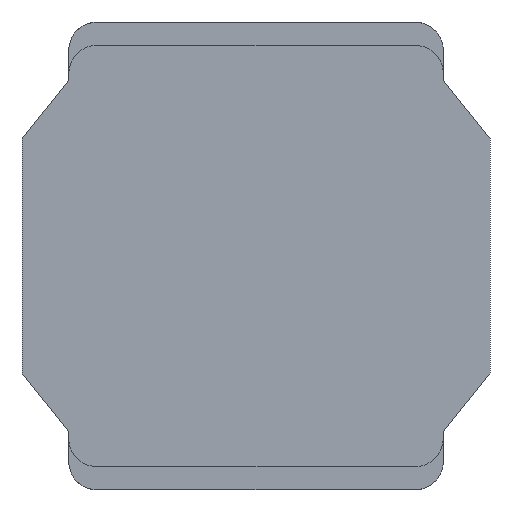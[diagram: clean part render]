
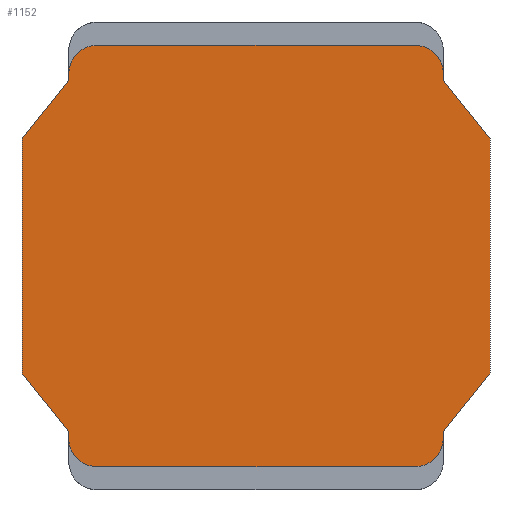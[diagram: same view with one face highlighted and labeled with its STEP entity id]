
A CAD part, front view. The second image highlights one B-rep face of the part: STEP entity #1152.
In plain terms, the highlighted free-form (B-spline) face has degree [1, 1] with [2, 2] control points.
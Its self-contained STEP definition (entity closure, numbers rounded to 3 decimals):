
#657 = EDGE_CURVE('',#658,#660,#662,.T.);
#658 = VERTEX_POINT('',#659);
#659 = CARTESIAN_POINT('',(2.364,0.,-2.305));
#660 = VERTEX_POINT('',#661);
#661 = CARTESIAN_POINT('',(2.01,0.,-2.66));
#662 = ( BOUNDED_CURVE() B_SPLINE_CURVE(2,(#663,#664,#665),
.UNSPECIFIED.,.F.,.F.) B_SPLINE_CURVE_WITH_KNOTS((3,3),(4.712,
6.283),.PIECEWISE_BEZIER_KNOTS.) CURVE() 
GEOMETRIC_REPRESENTATION_ITEM() RATIONAL_B_SPLINE_CURVE((1.,
0.707,1.)) REPRESENTATION_ITEM('') );
#663 = CARTESIAN_POINT('',(2.364,0.,-2.305));
#664 = CARTESIAN_POINT('',(2.364,0.,-2.66));
#665 = CARTESIAN_POINT('',(2.01,0.,-2.66));
#697 = EDGE_CURVE('',#660,#698,#700,.T.);
#698 = VERTEX_POINT('',#699);
#699 = CARTESIAN_POINT('',(-2.01,0.,-2.66));
#700 = B_SPLINE_CURVE_WITH_KNOTS('',1,(#701,#702),.UNSPECIFIED.,.F.,.F.,
  (2,2),(-3.4,-0.),.PIECEWISE_BEZIER_KNOTS.);
#701 = CARTESIAN_POINT('',(2.01,0.,-2.66));
#702 = CARTESIAN_POINT('',(-2.01,0.,-2.66));
#725 = EDGE_CURVE('',#698,#726,#728,.T.);
#726 = VERTEX_POINT('',#727);
#727 = CARTESIAN_POINT('',(-2.364,0.,-2.305));
#728 = ( BOUNDED_CURVE() B_SPLINE_CURVE(2,(#729,#730,#731),
.UNSPECIFIED.,.F.,.F.) B_SPLINE_CURVE_WITH_KNOTS((3,3),(3.142,
4.712),.PIECEWISE_BEZIER_KNOTS.) CURVE() 
GEOMETRIC_REPRESENTATION_ITEM() RATIONAL_B_SPLINE_CURVE((1.,
0.707,1.)) REPRESENTATION_ITEM('') );
#729 = CARTESIAN_POINT('',(-2.01,0.,-2.66));
#730 = CARTESIAN_POINT('',(-2.364,0.,-2.66));
#731 = CARTESIAN_POINT('',(-2.364,0.,-2.305));
#757 = EDGE_CURVE('',#726,#758,#760,.T.);
#758 = VERTEX_POINT('',#759);
#759 = CARTESIAN_POINT('',(-2.364,0.,-2.216));
#760 = B_SPLINE_CURVE_WITH_KNOTS('',1,(#761,#762),.UNSPECIFIED.,.F.,.F.,
  (2,2),(0.,0.075),.PIECEWISE_BEZIER_KNOTS.);
#761 = CARTESIAN_POINT('',(-2.364,0.,-2.305));
#762 = CARTESIAN_POINT('',(-2.364,0.,-2.216));
#785 = EDGE_CURVE('',#758,#786,#788,.T.);
#786 = VERTEX_POINT('',#787);
#787 = CARTESIAN_POINT('',(-2.955,0.,-1.478));
#788 = B_SPLINE_CURVE_WITH_KNOTS('',1,(#789,#790),.UNSPECIFIED.,.F.,.F.,
  (2,2),(-0.8,0.),.PIECEWISE_BEZIER_KNOTS.);
#789 = CARTESIAN_POINT('',(-2.364,0.,-2.216));
#790 = CARTESIAN_POINT('',(-2.955,0.,-1.478));
#813 = EDGE_CURVE('',#786,#814,#816,.T.);
#814 = VERTEX_POINT('',#815);
#815 = CARTESIAN_POINT('',(-2.955,0.,1.478));
#816 = B_SPLINE_CURVE_WITH_KNOTS('',1,(#817,#818),.UNSPECIFIED.,.F.,.F.,
  (2,2),(0.,2.5),.PIECEWISE_BEZIER_KNOTS.);
#817 = CARTESIAN_POINT('',(-2.955,0.,-1.478));
#818 = CARTESIAN_POINT('',(-2.955,0.,1.478));
#841 = EDGE_CURVE('',#814,#842,#844,.T.);
#842 = VERTEX_POINT('',#843);
#843 = CARTESIAN_POINT('',(-2.364,0.,2.216));
#844 = B_SPLINE_CURVE_WITH_KNOTS('',1,(#845,#846),.UNSPECIFIED.,.F.,.F.,
  (2,2),(0.,0.8),.PIECEWISE_BEZIER_KNOTS.);
#845 = CARTESIAN_POINT('',(-2.955,0.,1.478));
#846 = CARTESIAN_POINT('',(-2.364,0.,2.216));
#869 = EDGE_CURVE('',#842,#870,#872,.T.);
#870 = VERTEX_POINT('',#871);
#871 = CARTESIAN_POINT('',(-2.364,0.,2.305));
#872 = B_SPLINE_CURVE_WITH_KNOTS('',1,(#873,#874),.UNSPECIFIED.,.F.,.F.,
  (2,2),(-0.075,0.),.PIECEWISE_BEZIER_KNOTS.);
#873 = CARTESIAN_POINT('',(-2.364,0.,2.216));
#874 = CARTESIAN_POINT('',(-2.364,0.,2.305));
#897 = EDGE_CURVE('',#870,#898,#900,.T.);
#898 = VERTEX_POINT('',#899);
#899 = CARTESIAN_POINT('',(-2.01,0.,2.66));
#900 = ( BOUNDED_CURVE() B_SPLINE_CURVE(2,(#901,#902,#903),
.UNSPECIFIED.,.F.,.F.) B_SPLINE_CURVE_WITH_KNOTS((3,3),(4.712,
6.283),.PIECEWISE_BEZIER_KNOTS.) CURVE() 
GEOMETRIC_REPRESENTATION_ITEM() RATIONAL_B_SPLINE_CURVE((1.,
0.707,1.)) REPRESENTATION_ITEM('') );
#901 = CARTESIAN_POINT('',(-2.364,0.,2.305));
#902 = CARTESIAN_POINT('',(-2.364,0.,2.66));
#903 = CARTESIAN_POINT('',(-2.01,0.,2.66));
#929 = EDGE_CURVE('',#898,#930,#932,.T.);
#930 = VERTEX_POINT('',#931);
#931 = CARTESIAN_POINT('',(2.01,0.,2.66));
#932 = B_SPLINE_CURVE_WITH_KNOTS('',1,(#933,#934),.UNSPECIFIED.,.F.,.F.,
  (2,2),(0.,3.4),.PIECEWISE_BEZIER_KNOTS.);
#933 = CARTESIAN_POINT('',(-2.01,0.,2.66));
#934 = CARTESIAN_POINT('',(2.01,0.,2.66));
#957 = EDGE_CURVE('',#930,#958,#960,.T.);
#958 = VERTEX_POINT('',#959);
#959 = CARTESIAN_POINT('',(2.364,0.,2.305));
#960 = ( BOUNDED_CURVE() B_SPLINE_CURVE(2,(#961,#962,#963),
.UNSPECIFIED.,.F.,.F.) B_SPLINE_CURVE_WITH_KNOTS((3,3),(3.142,
4.712),.PIECEWISE_BEZIER_KNOTS.) CURVE() 
GEOMETRIC_REPRESENTATION_ITEM() RATIONAL_B_SPLINE_CURVE((1.,
0.707,1.)) REPRESENTATION_ITEM('') );
#961 = CARTESIAN_POINT('',(2.01,0.,2.66));
#962 = CARTESIAN_POINT('',(2.364,0.,2.66));
#963 = CARTESIAN_POINT('',(2.364,0.,2.305));
#989 = EDGE_CURVE('',#958,#990,#992,.T.);
#990 = VERTEX_POINT('',#991);
#991 = CARTESIAN_POINT('',(2.364,0.,2.216));
#992 = B_SPLINE_CURVE_WITH_KNOTS('',1,(#993,#994),.UNSPECIFIED.,.F.,.F.,
  (2,2),(0.,0.075),.PIECEWISE_BEZIER_KNOTS.);
#993 = CARTESIAN_POINT('',(2.364,0.,2.305));
#994 = CARTESIAN_POINT('',(2.364,0.,2.216));
#1017 = EDGE_CURVE('',#990,#1018,#1020,.T.);
#1018 = VERTEX_POINT('',#1019);
#1019 = CARTESIAN_POINT('',(2.955,0.,1.478));
#1020 = B_SPLINE_CURVE_WITH_KNOTS('',1,(#1021,#1022),.UNSPECIFIED.,.F.,
  .F.,(2,2),(-0.8,0.),.PIECEWISE_BEZIER_KNOTS.);
#1021 = CARTESIAN_POINT('',(2.364,0.,2.216));
#1022 = CARTESIAN_POINT('',(2.955,0.,1.478));
#1045 = EDGE_CURVE('',#1018,#1046,#1048,.T.);
#1046 = VERTEX_POINT('',#1047);
#1047 = CARTESIAN_POINT('',(2.955,0.,-1.478));
#1048 = B_SPLINE_CURVE_WITH_KNOTS('',1,(#1049,#1050),.UNSPECIFIED.,.F.,
  .F.,(2,2),(-2.5,-0.),.PIECEWISE_BEZIER_KNOTS.);
#1049 = CARTESIAN_POINT('',(2.955,0.,1.478));
#1050 = CARTESIAN_POINT('',(2.955,0.,-1.478));
#1073 = EDGE_CURVE('',#1046,#1074,#1076,.T.);
#1074 = VERTEX_POINT('',#1075);
#1075 = CARTESIAN_POINT('',(2.364,0.,-2.216));
#1076 = B_SPLINE_CURVE_WITH_KNOTS('',1,(#1077,#1078),.UNSPECIFIED.,.F.,
  .F.,(2,2),(0.,0.8),.PIECEWISE_BEZIER_KNOTS.);
#1077 = CARTESIAN_POINT('',(2.955,0.,-1.478));
#1078 = CARTESIAN_POINT('',(2.364,0.,-2.216));
#1101 = EDGE_CURVE('',#1074,#658,#1102,.T.);
#1102 = B_SPLINE_CURVE_WITH_KNOTS('',1,(#1103,#1104),.UNSPECIFIED.,.F.,
  .F.,(2,2),(-0.075,-0.),.PIECEWISE_BEZIER_KNOTS.);
#1103 = CARTESIAN_POINT('',(2.364,0.,-2.216));
#1104 = CARTESIAN_POINT('',(2.364,0.,-2.305));
#1152 = ADVANCED_FACE('',(#1153),#1171,.T.);
#1153 = FACE_BOUND('',#1154,.T.);
#1154 = EDGE_LOOP('',(#1155,#1156,#1157,#1158,#1159,#1160,#1161,#1162,
    #1163,#1164,#1165,#1166,#1167,#1168,#1169,#1170));
#1155 = ORIENTED_EDGE('',*,*,#657,.F.);
#1156 = ORIENTED_EDGE('',*,*,#1101,.F.);
#1157 = ORIENTED_EDGE('',*,*,#1073,.F.);
#1158 = ORIENTED_EDGE('',*,*,#1045,.F.);
#1159 = ORIENTED_EDGE('',*,*,#1017,.F.);
#1160 = ORIENTED_EDGE('',*,*,#989,.F.);
#1161 = ORIENTED_EDGE('',*,*,#957,.F.);
#1162 = ORIENTED_EDGE('',*,*,#929,.F.);
#1163 = ORIENTED_EDGE('',*,*,#897,.F.);
#1164 = ORIENTED_EDGE('',*,*,#869,.F.);
#1165 = ORIENTED_EDGE('',*,*,#841,.F.);
#1166 = ORIENTED_EDGE('',*,*,#813,.F.);
#1167 = ORIENTED_EDGE('',*,*,#785,.F.);
#1168 = ORIENTED_EDGE('',*,*,#757,.F.);
#1169 = ORIENTED_EDGE('',*,*,#725,.F.);
#1170 = ORIENTED_EDGE('',*,*,#697,.F.);
#1171 = B_SPLINE_SURFACE_WITH_KNOTS('',1,1,(
    (#1172,#1173)
    ,(#1174,#1175
    )),.UNSPECIFIED.,.F.,.F.,.F.,(2,2),(2,2),(-4.2,0.3),(-4.2,0.8),
  .PIECEWISE_BEZIER_KNOTS.);
#1172 = CARTESIAN_POINT('',(-2.955,0.,2.66));
#1173 = CARTESIAN_POINT('',(2.955,0.,2.66));
#1174 = CARTESIAN_POINT('',(-2.955,0.,-2.66));
#1175 = CARTESIAN_POINT('',(2.955,0.,-2.66));
